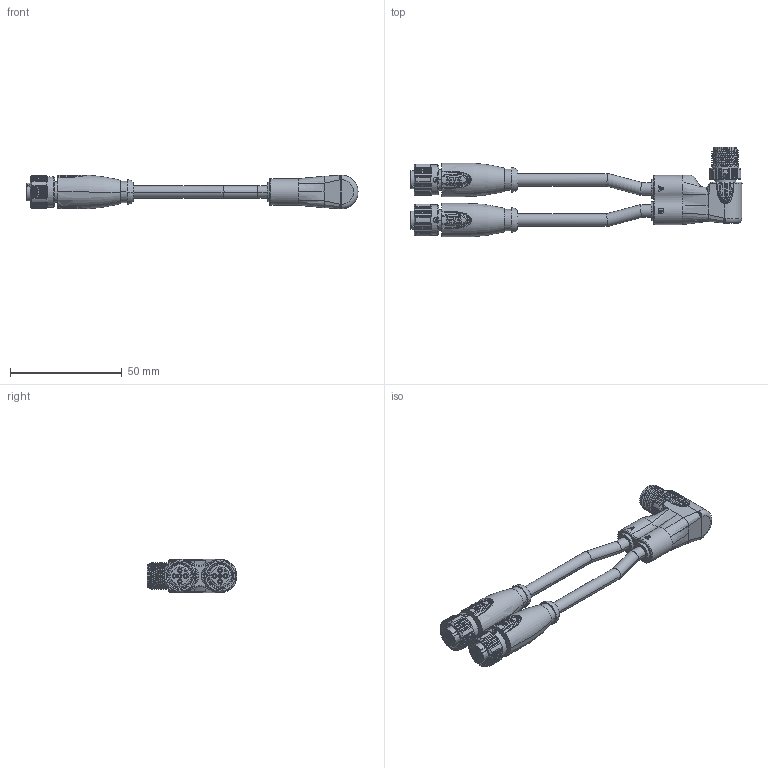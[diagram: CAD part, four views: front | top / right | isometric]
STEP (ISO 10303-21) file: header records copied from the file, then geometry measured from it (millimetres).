
FILE_DESCRIPTION((''),'2;1');
FILE_NAME('3D_1','2024-03-19T',('13539'),(''),'PRO/ENGINEER BY PARAMETRIC TECHNOLOGY CORPORATION, 2012480','PRO/ENGINEER BY PARAMETRIC TECHNOLOGY CORPORATION, 2012480','');
FILE_SCHEMA(('CONFIG_CONTROL_DESIGN'));
Products named in the file (1): 3D_1
Bounding box: 148.5 x 40.1 x 15.2 mm (x, y, z)
Volume: 25838.5 mm3; surface area: 14110.1 mm2
Topology: 2 solids, 7 shells, 1666 faces, 4728 edges, 3141 vertices
Faces by surface type: plane 807, cylinder 564, bspline 110, cone 89, extrusion 45, revolution 20, torus 17, sphere 14
Entity records: 76685 total; most frequent: CARTESIAN_POINT 35174, ORIENTED_EDGE 9412, DIRECTION 7825, EDGE_CURVE 4706, VERTEX_POINT 3141, AXIS2_PLACEMENT_3D 3053, EDGE_LOOP 1783, VECTOR 1699
